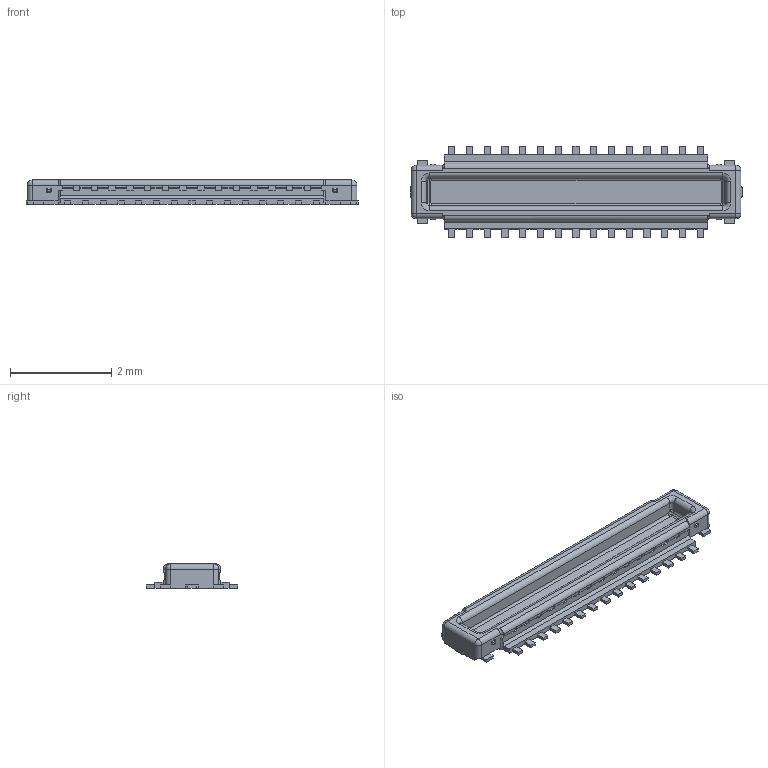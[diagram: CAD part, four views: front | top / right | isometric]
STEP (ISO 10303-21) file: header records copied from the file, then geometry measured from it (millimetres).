
FILE_DESCRIPTION((''),'2;1');
FILE_NAME('B09P_30PIN_20240426','2024-04-26T11:12:34',('eng801'),(''),'CREO PARAMETRIC BY PTC INC, 2019010','CREO PARAMETRIC BY PTC INC, 2019010','');
FILE_SCHEMA(('CONFIG_CONTROL_DESIGN'));
Length unit declared in the file: millimetre
Products named in the file (1): B09P_30PIN_20240426
Bounding box: 6.55 x 1.8 x 0.47 mm (x, y, z)
Volume: 2.4 mm3; surface area: 30.9 mm2
Topology: 1 solids, 1 shells, 507 faces, 1597 edges, 1094 vertices
Faces by surface type: plane 383, cylinder 88, bspline 24, torus 8, sphere 4
Entity records: 19006 total; most frequent: CARTESIAN_POINT 4325, DIRECTION 3179, ORIENTED_EDGE 2848, EDGE_CURVE 1424, VECTOR 1365, LINE 1365, VERTEX_POINT 924, AXIS2_PLACEMENT_3D 907
